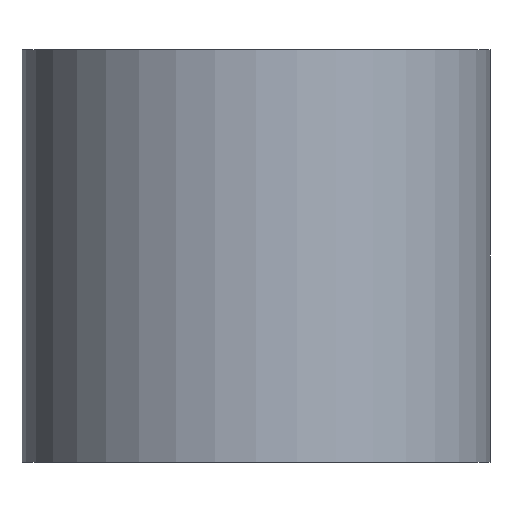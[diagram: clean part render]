
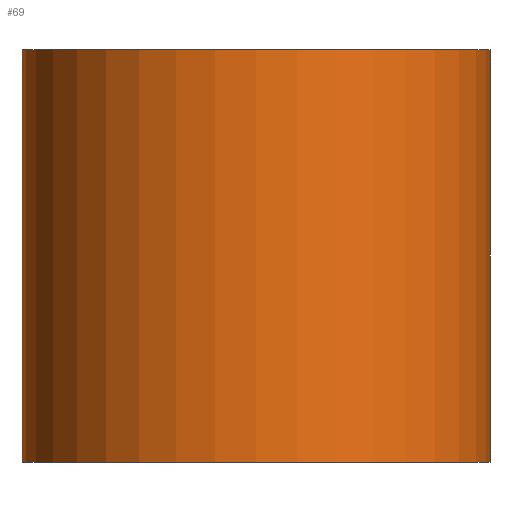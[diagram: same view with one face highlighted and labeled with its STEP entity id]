
A CAD part, front view. The second image highlights one B-rep face of the part: STEP entity #69.
In plain terms, the highlighted cylindrical face has radius 27.25 mm (diameter 54.5 mm), a partial arc.
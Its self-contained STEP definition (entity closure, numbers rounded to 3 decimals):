
#33 = EDGE_CURVE ( 'NONE', #39, #34, #161, .T. ) ;
#34 = VERTEX_POINT ( 'NONE', #230 ) ;
#37 = EDGE_CURVE ( 'NONE', #40, #38, #158, .T. ) ;
#38 = VERTEX_POINT ( 'NONE', #216 ) ;
#39 = VERTEX_POINT ( 'NONE', #215 ) ;
#40 = VERTEX_POINT ( 'NONE', #214 ) ;
#69 = ADVANCED_FACE ( 'NONE', ( #199 ), #195, .T. ) ;
#70 = EDGE_LOOP ( 'NONE', ( #71, #72, #73, #74 ) ) ;
#71 = ORIENTED_EDGE ( 'NONE', *, *, #37, .F. ) ;
#72 = ORIENTED_EDGE ( 'NONE', *, *, #100, .T. ) ;
#73 = ORIENTED_EDGE ( 'NONE', *, *, #33, .T. ) ;
#74 = ORIENTED_EDGE ( 'NONE', *, *, #96, .F. ) ;
#96 = EDGE_CURVE ( 'NONE', #38, #34, #268, .T. ) ;
#100 = EDGE_CURVE ( 'NONE', #40, #39, #249, .T. ) ;
#155 = DIRECTION ( 'NONE',  ( 0., 0., 1. ) ) ;
#156 = VECTOR ( 'NONE', #155, 1000. ) ;
#157 = CARTESIAN_POINT ( 'NONE',  ( -27.25, 0., 0. ) ) ;
#158 = LINE ( 'NONE', #157, #156 ) ;
#161 = LINE ( 'NONE', #233, #232 ) ;
#192 = DIRECTION ( 'NONE',  ( 1., 0., 0. ) ) ;
#193 = DIRECTION ( 'NONE',  ( 0., 0., 1. ) ) ;
#194 = AXIS2_PLACEMENT_3D ( 'NONE', #198, #193, #192 ) ;
#195 = CYLINDRICAL_SURFACE ( 'NONE', #194, 27.25 ) ;
#198 = CARTESIAN_POINT ( 'NONE',  ( 0., 0., 0. ) ) ;
#199 = FACE_OUTER_BOUND ( 'NONE', #70, .T. ) ;
#214 = CARTESIAN_POINT ( 'NONE',  ( -27.25, 0., -48. ) ) ;
#215 = CARTESIAN_POINT ( 'NONE',  ( 27.25, 0., -48. ) ) ;
#216 = CARTESIAN_POINT ( 'NONE',  ( -27.25, 0., 0. ) ) ;
#230 = CARTESIAN_POINT ( 'NONE',  ( 27.25, 0., 0. ) ) ;
#231 = DIRECTION ( 'NONE',  ( 0., 0., 1. ) ) ;
#232 = VECTOR ( 'NONE', #231, 1000. ) ;
#233 = CARTESIAN_POINT ( 'NONE',  ( 27.25, 0., 0. ) ) ;
#245 = DIRECTION ( 'NONE',  ( 1., 0., 0. ) ) ;
#246 = DIRECTION ( 'NONE',  ( 0., 0., 1. ) ) ;
#247 = CARTESIAN_POINT ( 'NONE',  ( 0., 0., -48. ) ) ;
#248 = AXIS2_PLACEMENT_3D ( 'NONE', #247, #246, #245 ) ;
#249 = CIRCLE ( 'NONE', #248, 27.25 ) ;
#264 = DIRECTION ( 'NONE',  ( 1., 0., 0. ) ) ;
#265 = DIRECTION ( 'NONE',  ( 0., 0., 1. ) ) ;
#266 = CARTESIAN_POINT ( 'NONE',  ( 0., 0., 0. ) ) ;
#267 = AXIS2_PLACEMENT_3D ( 'NONE', #266, #265, #264 ) ;
#268 = CIRCLE ( 'NONE', #267, 27.25 ) ;
